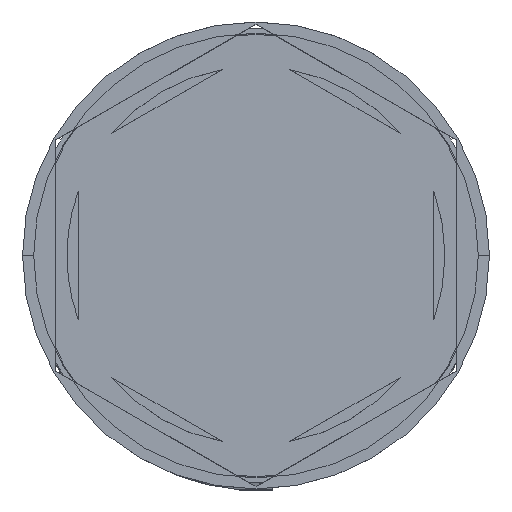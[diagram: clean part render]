
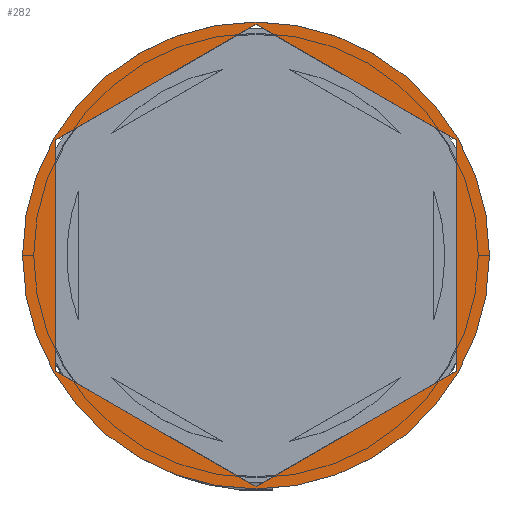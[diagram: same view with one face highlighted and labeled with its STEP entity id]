
A CAD part, top view. The second image highlights one B-rep face of the part: STEP entity #282.
In plain terms, the highlighted planar face has unit normal (0, 0, 1).
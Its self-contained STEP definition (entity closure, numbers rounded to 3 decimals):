
#73 = LINE ( 'NONE', #1997, #2528 ) ;
#152 = LINE ( 'NONE', #3722, #816 ) ;
#211 = DIRECTION ( 'NONE',  ( -0.866, 0.5, 0. ) ) ;
#255 = EDGE_CURVE ( 'NONE', #908, #2501, #3343, .T. ) ;
#266 = EDGE_LOOP ( 'NONE', ( #4177, #829 ) ) ;
#282 = ADVANCED_FACE ( 'NONE', ( #1593, #2662 ), #981, .T. ) ;
#361 = CARTESIAN_POINT ( 'NONE',  ( 0., 0., 0. ) ) ;
#436 = VECTOR ( 'NONE', #211, 1000. ) ;
#462 = VECTOR ( 'NONE', #3953, 1000. ) ;
#651 = DIRECTION ( 'NONE',  ( 1., 0., 0. ) ) ;
#661 = DIRECTION ( 'NONE',  ( 1., 0., 0. ) ) ;
#794 = EDGE_CURVE ( 'NONE', #1879, #1296, #152, .T. ) ;
#798 = VERTEX_POINT ( 'NONE', #4045 ) ;
#816 = VECTOR ( 'NONE', #1426, 1000. ) ;
#829 = ORIENTED_EDGE ( 'NONE', *, *, #2818, .T. ) ;
#842 = VERTEX_POINT ( 'NONE', #1111 ) ;
#908 = VERTEX_POINT ( 'NONE', #1742 ) ;
#977 = DIRECTION ( 'NONE',  ( 0.866, 0.5, 0. ) ) ;
#981 = PLANE ( 'NONE',  #1885 ) ;
#1015 = DIRECTION ( 'NONE',  ( -0.866, -0.5, 0. ) ) ;
#1024 = CARTESIAN_POINT ( 'NONE',  ( -9., -5.196, 0. ) ) ;
#1035 = CARTESIAN_POINT ( 'NONE',  ( 0., 0., 0. ) ) ;
#1111 = CARTESIAN_POINT ( 'NONE',  ( 10.5, 0., 0. ) ) ;
#1186 = CARTESIAN_POINT ( 'NONE',  ( 0., -10.392, 0. ) ) ;
#1210 = LINE ( 'NONE', #1794, #436 ) ;
#1248 = ORIENTED_EDGE ( 'NONE', *, *, #2949, .F. ) ;
#1296 = VERTEX_POINT ( 'NONE', #3105 ) ;
#1426 = DIRECTION ( 'NONE',  ( 0., 1., 0. ) ) ;
#1489 = CIRCLE ( 'NONE', #4076, 10.5 ) ;
#1564 = ORIENTED_EDGE ( 'NONE', *, *, #3431, .F. ) ;
#1593 = FACE_BOUND ( 'NONE', #2886, .T. ) ;
#1613 = VERTEX_POINT ( 'NONE', #3881 ) ;
#1618 = ORIENTED_EDGE ( 'NONE', *, *, #1846, .F. ) ;
#1650 = DIRECTION ( 'NONE',  ( 0., 0., 1. ) ) ;
#1728 = DIRECTION ( 'NONE',  ( 0., -1., 0. ) ) ;
#1742 = CARTESIAN_POINT ( 'NONE',  ( -9., -5.196, 0. ) ) ;
#1794 = CARTESIAN_POINT ( 'NONE',  ( 9., 5.196, 0. ) ) ;
#1805 = EDGE_CURVE ( 'NONE', #842, #1613, #1489, .T. ) ;
#1846 = EDGE_CURVE ( 'NONE', #2555, #798, #73, .T. ) ;
#1879 = VERTEX_POINT ( 'NONE', #2802 ) ;
#1885 = AXIS2_PLACEMENT_3D ( 'NONE', #361, #3255, #661 ) ;
#1994 = CARTESIAN_POINT ( 'NONE',  ( 0., 0., 0. ) ) ;
#1997 = CARTESIAN_POINT ( 'NONE',  ( 0., 10.392, 0. ) ) ;
#2194 = ORIENTED_EDGE ( 'NONE', *, *, #794, .F. ) ;
#2286 = LINE ( 'NONE', #3606, #2715 ) ;
#2300 = DIRECTION ( 'NONE',  ( 0., 0., 1. ) ) ;
#2382 = ORIENTED_EDGE ( 'NONE', *, *, #2537, .F. ) ;
#2470 = LINE ( 'NONE', #3771, #2710 ) ;
#2501 = VERTEX_POINT ( 'NONE', #1186 ) ;
#2528 = VECTOR ( 'NONE', #1015, 1000. ) ;
#2537 = EDGE_CURVE ( 'NONE', #1296, #2555, #1210, .T. ) ;
#2555 = VERTEX_POINT ( 'NONE', #2792 ) ;
#2662 = FACE_OUTER_BOUND ( 'NONE', #266, .T. ) ;
#2710 = VECTOR ( 'NONE', #1728, 1000. ) ;
#2715 = VECTOR ( 'NONE', #977, 1000. ) ;
#2781 = AXIS2_PLACEMENT_3D ( 'NONE', #1994, #2300, #3355 ) ;
#2792 = CARTESIAN_POINT ( 'NONE',  ( 0., 10.392, 0. ) ) ;
#2802 = CARTESIAN_POINT ( 'NONE',  ( 9., -5.196, 0. ) ) ;
#2818 = EDGE_CURVE ( 'NONE', #1613, #842, #3555, .T. ) ;
#2886 = EDGE_LOOP ( 'NONE', ( #2382, #2194, #1564, #3987, #1248, #1618 ) ) ;
#2949 = EDGE_CURVE ( 'NONE', #798, #908, #2470, .T. ) ;
#3105 = CARTESIAN_POINT ( 'NONE',  ( 9., 5.196, 0. ) ) ;
#3255 = DIRECTION ( 'NONE',  ( 0., 0., 1. ) ) ;
#3343 = LINE ( 'NONE', #1024, #462 ) ;
#3355 = DIRECTION ( 'NONE',  ( 1., 0., 0. ) ) ;
#3431 = EDGE_CURVE ( 'NONE', #2501, #1879, #2286, .T. ) ;
#3555 = CIRCLE ( 'NONE', #2781, 10.5 ) ;
#3606 = CARTESIAN_POINT ( 'NONE',  ( 0., -10.392, 0. ) ) ;
#3722 = CARTESIAN_POINT ( 'NONE',  ( 9., -5.196, 0. ) ) ;
#3771 = CARTESIAN_POINT ( 'NONE',  ( -9., 5.196, 0. ) ) ;
#3881 = CARTESIAN_POINT ( 'NONE',  ( -10.5, 0., 0. ) ) ;
#3953 = DIRECTION ( 'NONE',  ( 0.866, -0.5, 0. ) ) ;
#3987 = ORIENTED_EDGE ( 'NONE', *, *, #255, .F. ) ;
#4045 = CARTESIAN_POINT ( 'NONE',  ( -9., 5.196, 0. ) ) ;
#4076 = AXIS2_PLACEMENT_3D ( 'NONE', #1035, #1650, #651 ) ;
#4177 = ORIENTED_EDGE ( 'NONE', *, *, #1805, .T. ) ;
